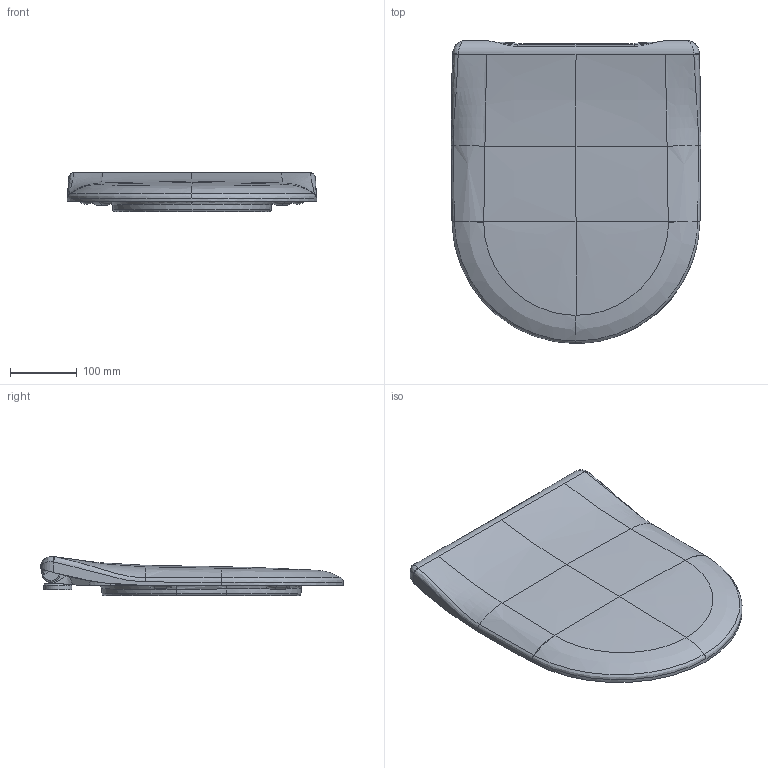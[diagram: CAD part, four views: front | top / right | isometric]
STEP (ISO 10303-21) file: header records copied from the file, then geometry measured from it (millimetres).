
FILE_DESCRIPTION(/* description */ (''),/* implementation_level */ '2;1');
FILE_NAME(/* name */ '9M6561_9M7061_9M9261_WCS.stp',/* time_stamp */ '2021-10-27T13:38:40+02:00',/* author */ (''),/* organization */ (''),/* preprocessor_version */ 'ST-DEVELOPER v18.1',/* originating_system */ 'SIEMENS PLM Software NX 1973',/* authorisation */ '');
FILE_SCHEMA (('AUTOMOTIVE_DESIGN { 1 0 10303 214 3 1 1 1 }'));
Products named in the file (1): Muel31F80039mfpl
Bounding box: 373.98 x 454.5 x 58.49 mm (x, y, z)
Volume: 1511406 mm3; surface area: 571616.3 mm2
Topology: 10 solids, 10 shells, 580 faces, 1433 edges, 855 vertices
Faces by surface type: bspline 385, cylinder 67, plane 51, torus 29, cone 23, sphere 12, extrusion 9, revolution 4
Full cylindrical faces by diameter (mm): 8 x4, 8.15 x2, 8.2 x2, 11 x2, 18 x2, 38 x2, 40.4 x2, 42 x2
Entity records: 73030 total; most frequent: CARTESIAN_POINT 62689, ORIENTED_EDGE 2686, EDGE_CURVE 1343, DIRECTION 1153, VERTEX_POINT 826, B_SPLINE_CURVE_WITH_KNOTS 817, EDGE_LOOP 637, ADVANCED_FACE 580
